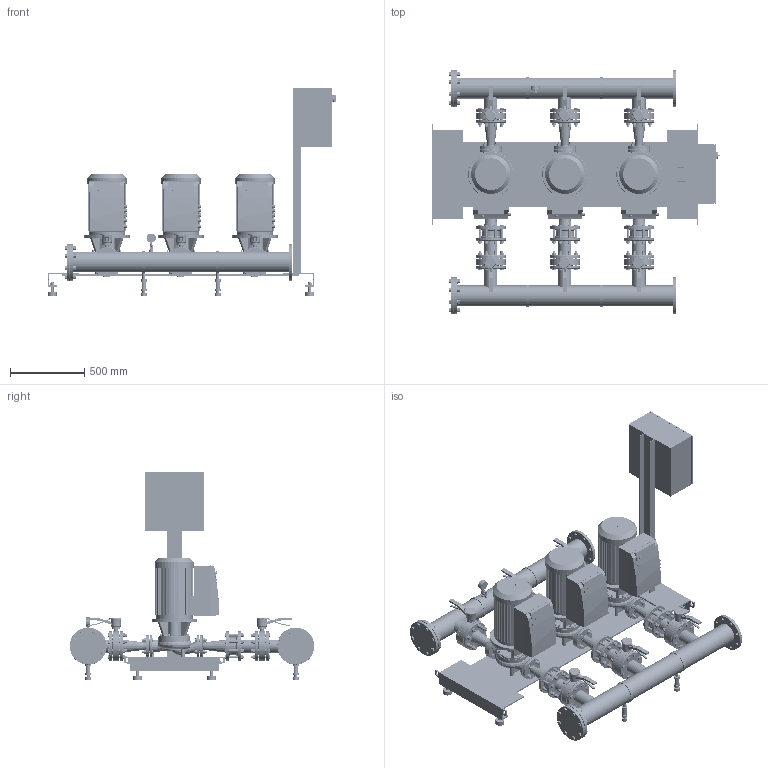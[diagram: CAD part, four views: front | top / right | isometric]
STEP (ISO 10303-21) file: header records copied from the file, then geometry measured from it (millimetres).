
FILE_DESCRIPTION((''),'2;1');
FILE_NAME('3d_SiFlux-21-IL-E40_170-5_5_2-SC-16-T4-4189218.stp','2015-07-31T10:08:17',(''),(''),'Mechanical Desktop 2009','Mechanical Desktop 2009',', , ');
FILE_SCHEMA(('CONFIG_CONTROL_DESIGN'));
Length unit declared in the file: millimetre
Products named in the file (1): Product
Bounding box: 1950 x 1652 x 1409 mm (x, y, z)
Volume: 266111906.7 mm3; surface area: 15402703.5 mm2
Topology: 393 solids, 393 shells, 8845 faces, 20740 edges, 12861 vertices
Faces by surface type: bspline 3885, plane 2396, cylinder 1353, cone 1061, torus 146, sphere 4
Full cylindrical faces by diameter (mm): 25 x9, 149.7 x4
Entity records: 304558 total; most frequent: CARTESIAN_POINT 121599, ORIENTED_EDGE 41374, DIRECTION 34258, EDGE_CURVE 20687, AXIS2_PLACEMENT_3D 13174, VERTEX_POINT 12838, EDGE_LOOP 9831, FACE_OUTER_BOUND 8845
